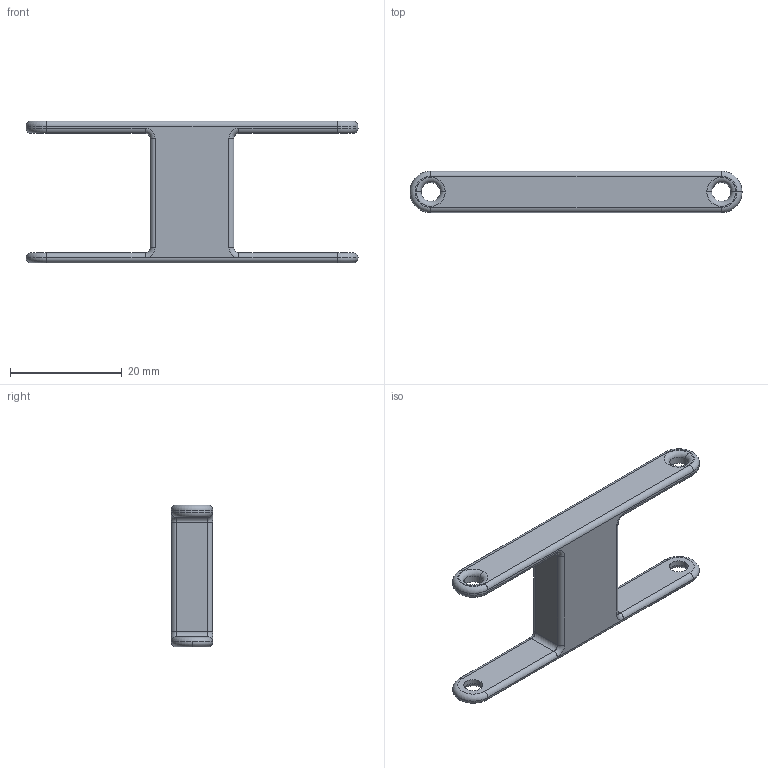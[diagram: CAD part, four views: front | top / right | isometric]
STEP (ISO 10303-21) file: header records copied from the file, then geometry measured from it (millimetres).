
FILE_DESCRIPTION (( 'STEP AP203' ), '1' );
FILE_NAME ('Part2.STEP', '2013-01-11T17:45:24', ( 'Blake' ), ( '' ), 'SwSTEP 2.0', 'SolidWorks 2013', '' );
FILE_SCHEMA (( 'CONFIG_CONTROL_DESIGN' ));
Length unit declared in the file: millimetre
Products named in the file (1): Part2
Bounding box: 59.4 x 7.4 x 25.4 mm (x, y, z)
Volume: 3918.9 mm3; surface area: 2738.6 mm2
Topology: 1 solids, 1 shells, 66 faces, 152 edges, 88 vertices
Faces by surface type: cylinder 30, torus 26, plane 10
Entity records: 1969 total; most frequent: DIRECTION 386, CARTESIAN_POINT 307, ORIENTED_EDGE 304, AXIS2_PLACEMENT_3D 167, EDGE_CURVE 152, CIRCLE 100, VERTEX_POINT 88, EDGE_LOOP 74
